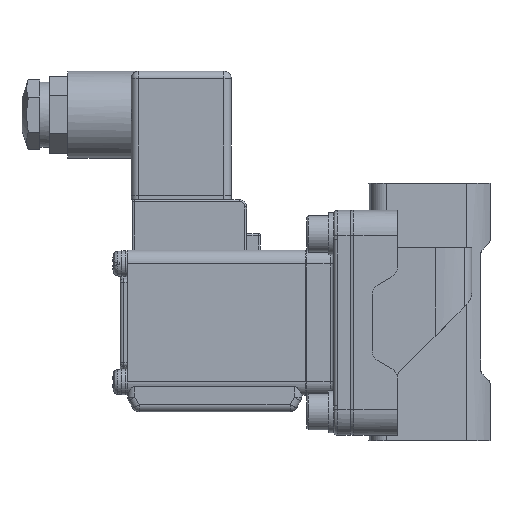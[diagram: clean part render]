
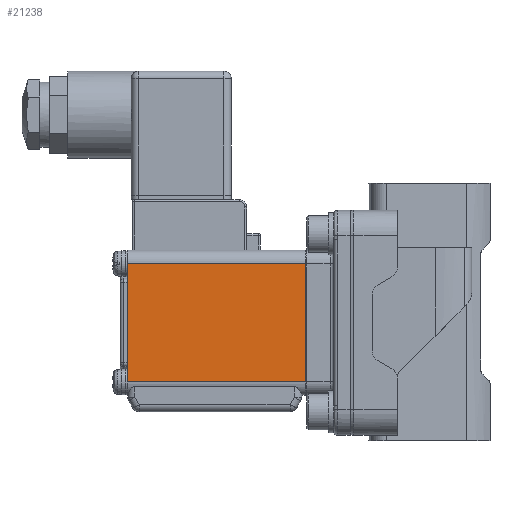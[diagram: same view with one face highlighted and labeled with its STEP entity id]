
A CAD part, left-side view. The second image highlights one B-rep face of the part: STEP entity #21238.
In plain terms, the highlighted planar face has unit normal (-1, 0, 0).
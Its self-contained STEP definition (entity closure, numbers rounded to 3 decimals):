
#47 = ORIENTED_EDGE ( 'NONE', *, *, #1147, .F. ) ;
#865 = ORIENTED_EDGE ( 'NONE', *, *, #11879, .T. ) ;
#1147 = EDGE_CURVE ( 'NONE', #12005, #12194, #19320, .T. ) ;
#1293 = ORIENTED_EDGE ( 'NONE', *, *, #9195, .T. ) ;
#1462 = VECTOR ( 'NONE', #14517, 1000. ) ;
#2236 = EDGE_LOOP ( 'NONE', ( #47, #865, #20908, #1293 ) ) ;
#4364 = CARTESIAN_POINT ( 'NONE',  ( -20., 49.1, -20. ) ) ;
#5076 = CARTESIAN_POINT ( 'NONE',  ( -20., 49.1, -16.3 ) ) ;
#5762 = DIRECTION ( 'NONE',  ( 0., 1., 0. ) ) ;
#5979 = CARTESIAN_POINT ( 'NONE',  ( -20., 49.1, -20. ) ) ;
#6035 = VERTEX_POINT ( 'NONE', #11477 ) ;
#6129 = PLANE ( 'NONE',  #13603 ) ;
#7068 = LINE ( 'NONE', #18235, #1462 ) ;
#7685 = DIRECTION ( 'NONE',  ( 0., 0., 1. ) ) ;
#7773 = CARTESIAN_POINT ( 'NONE',  ( -20., 0., 16.3 ) ) ;
#8994 = FACE_OUTER_BOUND ( 'NONE', #2236, .T. ) ;
#9107 = CARTESIAN_POINT ( 'NONE',  ( -20., 49.1, 16.3 ) ) ;
#9195 = EDGE_CURVE ( 'NONE', #15628, #12194, #18520, .T. ) ;
#10540 = EDGE_CURVE ( 'NONE', #6035, #15628, #7068, .T. ) ;
#10724 = DIRECTION ( 'NONE',  ( 0., -1., 0. ) ) ;
#11477 = CARTESIAN_POINT ( 'NONE',  ( -20., 0., -16.3 ) ) ;
#11615 = VECTOR ( 'NONE', #5762, 1000. ) ;
#11879 = EDGE_CURVE ( 'NONE', #12005, #6035, #11890, .T. ) ;
#11890 = LINE ( 'NONE', #20559, #20851 ) ;
#12005 = VERTEX_POINT ( 'NONE', #5076 ) ;
#12194 = VERTEX_POINT ( 'NONE', #20089 ) ;
#13603 = AXIS2_PLACEMENT_3D ( 'NONE', #4364, #15842, #19347 ) ;
#14517 = DIRECTION ( 'NONE',  ( 0., 0., 1. ) ) ;
#15227 = VECTOR ( 'NONE', #7685, 1000. ) ;
#15628 = VERTEX_POINT ( 'NONE', #7773 ) ;
#15842 = DIRECTION ( 'NONE',  ( 1., 0., 0. ) ) ;
#18235 = CARTESIAN_POINT ( 'NONE',  ( -20., 0., -20. ) ) ;
#18520 = LINE ( 'NONE', #9107, #11615 ) ;
#19320 = LINE ( 'NONE', #5979, #15227 ) ;
#19347 = DIRECTION ( 'NONE',  ( 0., 0., -1. ) ) ;
#20089 = CARTESIAN_POINT ( 'NONE',  ( -20., 49.1, 16.3 ) ) ;
#20559 = CARTESIAN_POINT ( 'NONE',  ( -20., 49.1, -16.3 ) ) ;
#20851 = VECTOR ( 'NONE', #10724, 1000. ) ;
#20908 = ORIENTED_EDGE ( 'NONE', *, *, #10540, .T. ) ;
#21238 = ADVANCED_FACE ( 'NONE', ( #8994 ), #6129, .F. ) ;
